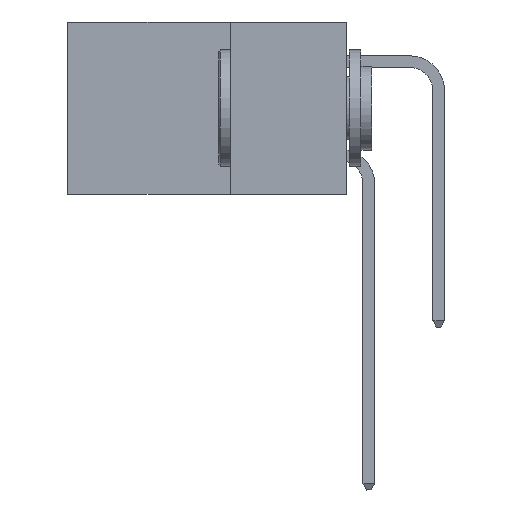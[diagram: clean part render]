
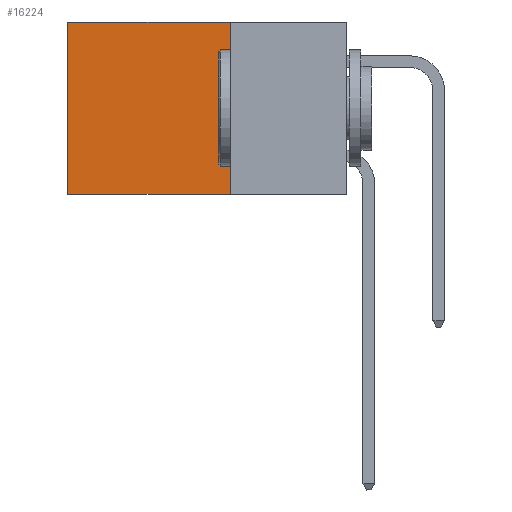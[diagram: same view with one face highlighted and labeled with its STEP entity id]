
A CAD part, left-side view. The second image highlights one B-rep face of the part: STEP entity #16224.
In plain terms, the highlighted planar face has unit normal (-1, 0, 0).
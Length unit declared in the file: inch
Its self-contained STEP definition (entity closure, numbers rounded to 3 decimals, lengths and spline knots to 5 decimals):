
#347 = VECTOR ( 'NONE', #9443, 39.37008 ) ;
#942 = CARTESIAN_POINT ( 'NONE',  ( 0.2875, 0.25, 0. ) ) ;
#1752 = AXIS2_PLACEMENT_3D ( 'NONE', #7594, #1896, #7669 ) ;
#1896 = DIRECTION ( 'NONE',  ( 1., 0., 0. ) ) ;
#2029 = CARTESIAN_POINT ( 'NONE',  ( 0.2875, 0.25, 0. ) ) ;
#2402 = CARTESIAN_POINT ( 'NONE',  ( 0.2875, 0.6, 0. ) ) ;
#2686 = VERTEX_POINT ( 'NONE', #11047 ) ;
#3047 = ORIENTED_EDGE ( 'NONE', *, *, #11817, .T. ) ;
#3775 = EDGE_CURVE ( 'NONE', #16405, #2686, #22774, .T. ) ;
#4953 = EDGE_LOOP ( 'NONE', ( #3047, #23142, #8920, #15227 ) ) ;
#5137 = VERTEX_POINT ( 'NONE', #6326 ) ;
#5155 = VERTEX_POINT ( 'NONE', #20775 ) ;
#5200 = PLANE ( 'NONE',  #1752 ) ;
#6326 = CARTESIAN_POINT ( 'NONE',  ( 0.2875, 0.6, -0.37 ) ) ;
#6423 = DIRECTION ( 'NONE',  ( 0., 0., -1. ) ) ;
#7594 = CARTESIAN_POINT ( 'NONE',  ( 0.2875, 0.25, 0. ) ) ;
#7669 = DIRECTION ( 'NONE',  ( 0., 0., -1. ) ) ;
#8246 = VECTOR ( 'NONE', #12527, 39.37008 ) ;
#8920 = ORIENTED_EDGE ( 'NONE', *, *, #3775, .F. ) ;
#9443 = DIRECTION ( 'NONE',  ( 0., 1., 0. ) ) ;
#10015 = DIRECTION ( 'NONE',  ( 0., 0., -1. ) ) ;
#11047 = CARTESIAN_POINT ( 'NONE',  ( 0.2875, 0.25, -0.37 ) ) ;
#11817 = EDGE_CURVE ( 'NONE', #5155, #5137, #14755, .T. ) ;
#12527 = DIRECTION ( 'NONE',  ( 0., 1., 0. ) ) ;
#14031 = EDGE_CURVE ( 'NONE', #16405, #5155, #18366, .T. ) ;
#14755 = LINE ( 'NONE', #2402, #19257 ) ;
#15227 = ORIENTED_EDGE ( 'NONE', *, *, #14031, .T. ) ;
#15351 = FACE_OUTER_BOUND ( 'NONE', #4953, .T. ) ;
#16224 = ADVANCED_FACE ( 'NONE', ( #15351 ), #5200, .F. ) ;
#16330 = CARTESIAN_POINT ( 'NONE',  ( 0.2875, 0.25, 0. ) ) ;
#16405 = VERTEX_POINT ( 'NONE', #2029 ) ;
#17025 = EDGE_CURVE ( 'NONE', #2686, #5137, #20134, .T. ) ;
#18366 = LINE ( 'NONE', #16330, #347 ) ;
#19257 = VECTOR ( 'NONE', #6423, 39.37008 ) ;
#19703 = CARTESIAN_POINT ( 'NONE',  ( 0.2875, 0.25, -0.37 ) ) ;
#20134 = LINE ( 'NONE', #19703, #8246 ) ;
#20775 = CARTESIAN_POINT ( 'NONE',  ( 0.2875, 0.6, 0. ) ) ;
#22462 = VECTOR ( 'NONE', #10015, 39.37008 ) ;
#22774 = LINE ( 'NONE', #942, #22462 ) ;
#23142 = ORIENTED_EDGE ( 'NONE', *, *, #17025, .F. ) ;
